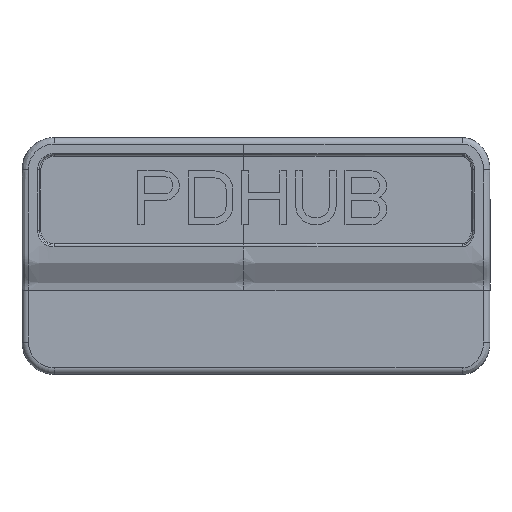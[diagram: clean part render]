
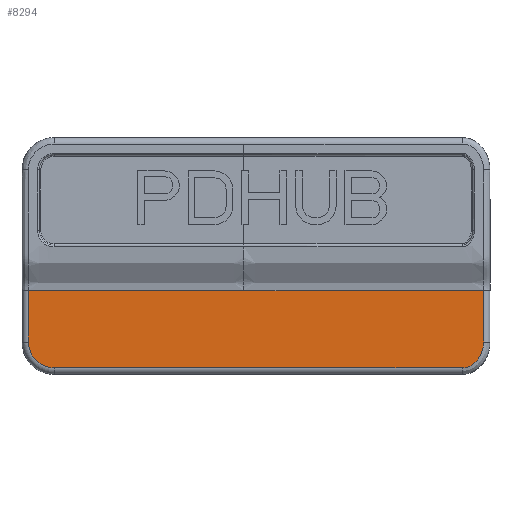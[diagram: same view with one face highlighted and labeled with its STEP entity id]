
A CAD part, top view. The second image highlights one B-rep face of the part: STEP entity #8294.
In plain terms, the highlighted planar face has unit normal (0, 0, 1).
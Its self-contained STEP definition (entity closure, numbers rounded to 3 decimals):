
#1738=CARTESIAN_POINT('',(79.678,0.169,12.67));
#1739=CARTESIAN_POINT('',(79.761,0.169,12.67));
#1740=CARTESIAN_POINT('',(79.933,0.176,12.67));
#1741=CARTESIAN_POINT('',(80.195,0.206,12.67));
#1742=CARTESIAN_POINT('',(80.488,0.265,12.67));
#1743=CARTESIAN_POINT('',(80.807,0.361,12.67));
#1744=CARTESIAN_POINT('',(81.133,0.497,12.67));
#1745=CARTESIAN_POINT('',(81.444,0.666,12.67));
#1746=CARTESIAN_POINT('',(81.736,0.861,12.67));
#1747=CARTESIAN_POINT('',(82.015,1.084,12.67));
#1748=CARTESIAN_POINT('',(82.279,1.335,12.67));
#1749=CARTESIAN_POINT('',(82.528,1.617,12.67));
#1750=CARTESIAN_POINT('',(82.759,1.93,12.67));
#1751=CARTESIAN_POINT('',(82.967,2.268,12.67));
#1752=CARTESIAN_POINT('',(83.149,2.622,12.67));
#1753=CARTESIAN_POINT('',(83.302,2.983,12.67));
#1754=CARTESIAN_POINT('',(83.426,3.346,12.67));
#1755=CARTESIAN_POINT('',(83.521,3.71,12.67));
#1756=CARTESIAN_POINT('',(83.592,4.086,12.67));
#1757=CARTESIAN_POINT('',(83.642,4.497,12.67));
#1758=CARTESIAN_POINT('',(83.656,4.808,12.67));
#1759=CARTESIAN_POINT('',(83.656,4.971,12.67));
#1761=DIRECTION('',(1.,0.,0.));
#1762=VECTOR('',#1761,75.821);
#1763=CARTESIAN_POINT('',(3.856,0.169,12.67));
#1764=LINE('',#1763,#1762);
#1765=CARTESIAN_POINT('',(3.856,4.969,12.67));
#1766=DIRECTION('',(0.,0.,1.));
#1767=DIRECTION('',(-1.,0.,0.));
#1768=AXIS2_PLACEMENT_3D('',#1765,#1766,#1767);
#1770=DIRECTION('',(0.,-1.,0.));
#1771=VECTOR('',#1770,9.5);
#1772=CARTESIAN_POINT('',(-0.944,14.469,
12.67));
#1773=LINE('',#1772,#1771);
#1774=DIRECTION('',(0.,1.,0.));
#1775=VECTOR('',#1774,9.498);
#1776=CARTESIAN_POINT('',(83.656,4.971,12.67));
#1777=LINE('',#1776,#1775);
#1979=CARTESIAN_POINT('',(39.11,14.469,12.67));
#1981=DIRECTION('',(-1.,0.,0.));
#1982=VECTOR('',#1981,40.054);
#1983=CARTESIAN_POINT('',(39.11,14.469,12.67));
#1984=LINE('',#1983,#1982);
#2005=CARTESIAN_POINT('',(-0.944,14.469,
12.67));
#2089=DIRECTION('',(-1.,0.,0.));
#2090=VECTOR('',#2089,44.546);
#2091=CARTESIAN_POINT('',(83.656,14.469,12.67));
#2092=LINE('',#2091,#2090);
#5273=VERTEX_POINT('',#1979);
#5274=VERTEX_POINT('',#1738);
#5275=VERTEX_POINT('',#1759);
#5278=CARTESIAN_POINT('',(83.656,14.469,12.67));
#5279=VERTEX_POINT('',#5278);
#5295=VERTEX_POINT('',#2005);
#5297=CARTESIAN_POINT('',(-0.944,4.969,
12.67));
#5298=VERTEX_POINT('',#5297);
#5301=CARTESIAN_POINT('',(3.856,0.169,12.67));
#5302=VERTEX_POINT('',#5301);
#8274=CARTESIAN_POINT('',(84.947,14.469,12.67));
#8275=DIRECTION('',(0.,0.,1.));
#8276=DIRECTION('',(1.,0.,0.));
#8277=AXIS2_PLACEMENT_3D('',#8274,#8275,#8276);
#8278=PLANE('',#8277);
#8280=ORIENTED_EDGE('',*,*,#8279,.F.);
#8282=ORIENTED_EDGE('',*,*,#8281,.F.);
#8284=ORIENTED_EDGE('',*,*,#8283,.F.);
#8286=ORIENTED_EDGE('',*,*,#8285,.F.);
#8288=ORIENTED_EDGE('',*,*,#8287,.F.);
#8290=ORIENTED_EDGE('',*,*,#8289,.F.);
#8291=ORIENTED_EDGE('',*,*,#8264,.F.);
#8292=EDGE_LOOP('',(#8280,#8282,#8284,#8286,#8288,#8290,#8291));
#8293=FACE_OUTER_BOUND('',#8292,.F.);
#8294=ADVANCED_FACE('',(#8293),#8278,.T.);
#1760=B_SPLINE_CURVE_WITH_KNOTS('',3,(#1738,#1739,#1740,#1741,#1742,#1743,#1744,
#1745,#1746,#1747,#1748,#1749,#1750,#1751,#1752,#1753,#1754,#1755,#1756,#1757,
#1758,#1759),.UNSPECIFIED.,.F.,.F.,(4,1,1,1,1,1,1,1,1,1,1,1,1,1,1,1,1,1,1,4),(
0.,0.053,0.105,0.158,0.211,
0.263,0.316,0.368,0.421,
0.474,0.526,0.579,0.632,
0.684,0.737,0.789,0.842,
0.895,0.947,1.),.UNSPECIFIED.);
#1769=CIRCLE('',#1768,4.8);
#8264=EDGE_CURVE('',#5275,#5279,#1777,.T.);
#8279=EDGE_CURVE('',#5274,#5275,#1760,.T.);
#8281=EDGE_CURVE('',#5302,#5274,#1764,.T.);
#8283=EDGE_CURVE('',#5298,#5302,#1769,.T.);
#8285=EDGE_CURVE('',#5295,#5298,#1773,.T.);
#8287=EDGE_CURVE('',#5273,#5295,#1984,.T.);
#8289=EDGE_CURVE('',#5279,#5273,#2092,.T.);
